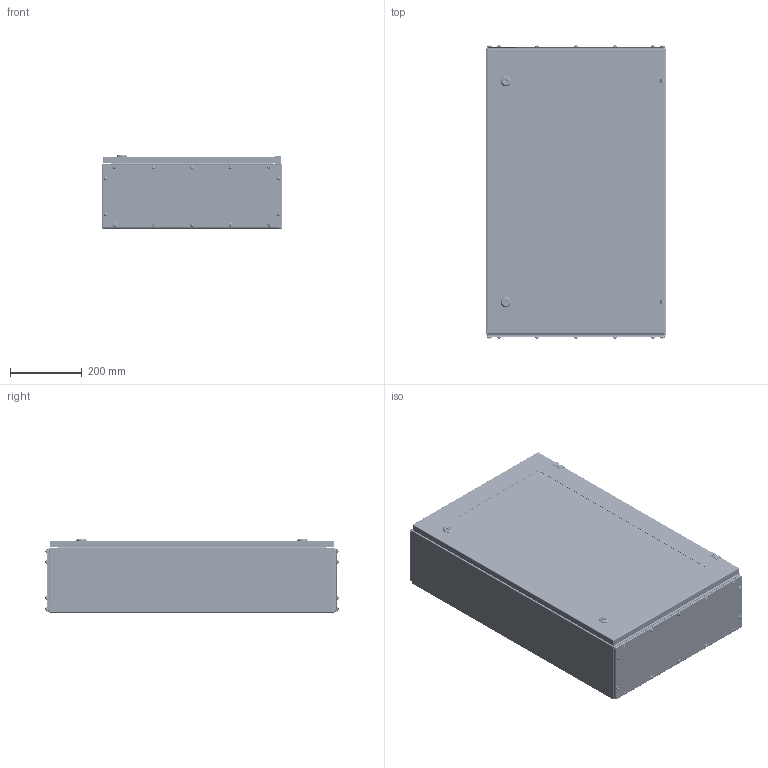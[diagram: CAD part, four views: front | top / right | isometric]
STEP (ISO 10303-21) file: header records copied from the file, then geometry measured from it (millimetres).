
FILE_DESCRIPTION (( 'STEP AP214' ), '1' );
FILE_NAME ('12.050.080.20.STEP', '2024-06-13T04:20:05', ( '' ), ( '' ), 'SwSTEP 2.0', 'SolidWorks 2021', '' );
FILE_SCHEMA (( 'AUTOMOTIVE_DESIGN' ));
Length unit declared in the file: millimetre
Products named in the file (29): Ãàéêà M6 DIN6923.step; Êîðïóñ øêàôà W500H800D200; Ñòåêëÿííàÿ äâåðü ÑÁ W500H800; SW6X8.stp; 8SJ_MS705_0010.stp; 8SJ_MS705-1_0040.stp; 砑鳧罻 H800; Âèíò DIN 967 Ì5õ16 ñ ïîëóêðóãëîé ãîëîâêîé ñ êðåñòîîáðàçíûì øëèöåì; Êàðêàñ øêàôà W500H800D200; Ïåðåìû÷êà êàðêàñà W500; 12.050.080.20; Áîëò Ì6õ10 ñ øåñòèãðàííîé ãîëîâêîé ñ ïðåññøàéáîé; Ïðîêëàäêà êðûøêè W500D200; ﾇ瑟鶴 ﾀﾑ ms1000-3M.stp; 嵑謺麃 檐; 8SJ_S1B_0001.stp; 8SJ_MS705_0510.stp; ﾄ粢鮱 W500H800; 栺樏鋋 W500H800; Øïèëüêà ïðèâàðíàÿ Ì6õ10; 8SJ_MS705_0760.stp; 417.580; Ãàñêåòèíã W500H800; 署赅 W500D200; Øïèëüêà ïðèâàðíàÿ Ì6õ15; Øïèëüêà ïðèâàðíàÿ Ì6õ20; Çàêëåïêà ðåçüáîâàÿ Ì5 øåñòèãðàííàÿ ñ óìåíüøåííûì áîðòîì; Çàêëåïêà ðåçüáîâàÿ Ì8 øåñòèãðàííàÿ ñ óìåíüøåííûì áîðòîì; 砑鳧罻 W500
Assembly tree (129 placements, depth 4):
  12.050.080.20
    Êàðêàñ øêàôà W500H800D200
      Êîðïóñ øêàôà W500H800D200
      Ïåðåìû÷êà êàðêàñà W500  x2
      Øïèëüêà ïðèâàðíàÿ Ì6õ15  x8
      Øïèëüêà ïðèâàðíàÿ Ì6õ20  x4
    署赅 W500D200  x2
    Ïðîêëàäêà êðûøêè W500D200  x2
    Ñòåêëÿííàÿ äâåðü ÑÁ W500H800
      ﾄ粢鮱 W500H800
      Ãàñêåòèíã W500H800
      ﾇ瑟鶴 ﾀﾑ ms1000-3M.stp  x2
        8SJ_MS705_0010.stp
        8SJ_MS705_0510.stp
        8SJ_MS705_0760.stp
        8SJ_S1B_0001.stp
        8SJ_MS705-1_0040.stp
        SW6X8.stp
      Øïèëüêà ïðèâàðíàÿ Ì6õ10  x12
      栺樏鋋 W500H800
      Ãàéêà M6 DIN6923.step  x12
      砑鳧罻 H800  x2
      砑鳧罻 W500  x2
    嵑謺麃 檐  x2
    Áîëò Ì6õ10 ñ øåñòèãðàííîé ãîëîâêîé ñ ïðåññøàéáîé  x2
    Çàêëåïêà ðåçüáîâàÿ Ì5 øåñòèãðàííàÿ ñ óìåíüøåííûì áîðòîì  x28
    Âèíò DIN 967 Ì5õ16 ñ ïîëóêðóãëîé ãîëîâêîé ñ êðåñòîîáðàçíûì øëèöåì  x28
    Çàêëåïêà ðåçüáîâàÿ Ì8 øåñòèãðàííàÿ ñ óìåíüøåííûì áîðòîì  x4
    417.580
    Ãàéêà M6 DIN6923.step  x4
Bounding box: 500 x 815.11 x 204.65 mm (x, y, z)
Volume: 3255947.2 mm3; surface area: 4156964.7 mm2
Topology: 129 solids, 141 shells, 6943 faces, 17547 edges, 10940 vertices
Faces by surface type: plane 2813, cylinder 2373, bspline 723, cone 480, torus 386, sphere 168
Entity records: 89486 total; most frequent: CARTESIAN_POINT 43935, ORIENTED_EDGE 9704, DIRECTION 8169, EDGE_CURVE 4858, VERTEX_POINT 2995, AXIS2_PLACEMENT_3D 2742, LINE 2685, VECTOR 2685
